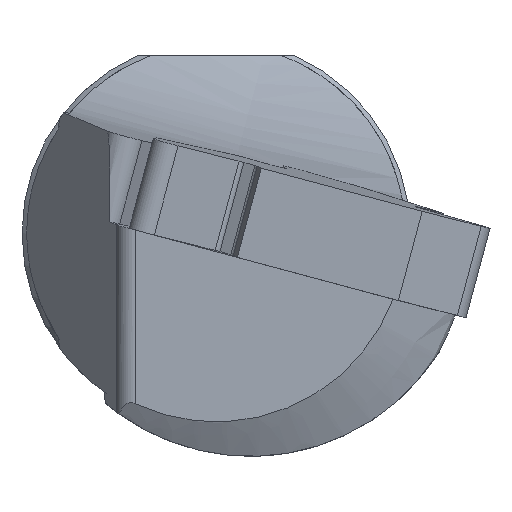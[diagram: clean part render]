
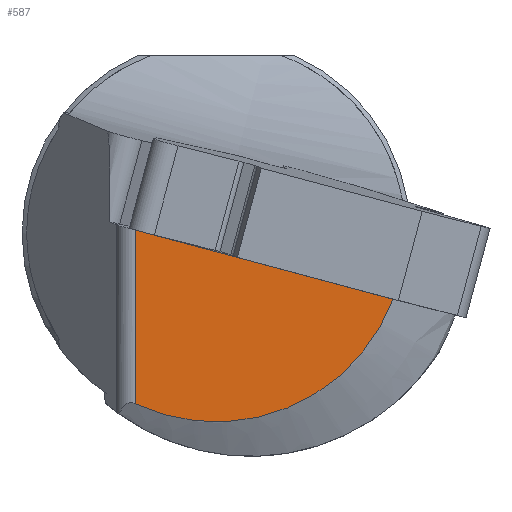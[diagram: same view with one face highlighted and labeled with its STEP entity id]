
A CAD part, left-side view. The second image highlights one B-rep face of the part: STEP entity #587.
In plain terms, the highlighted planar face has unit normal (-1, 0, 0).
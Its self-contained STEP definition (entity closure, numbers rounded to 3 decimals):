
#404=PLANE('',#1330);
#436=LINE('',#2143,#506);
#437=LINE('',#2147,#507);
#506=VECTOR('',#1461,1.);
#507=VECTOR('',#1466,1.);
#587=ADVANCED_FACE('',(#654),#404,.F.);
#654=FACE_OUTER_BOUND('',#705,.T.);
#705=EDGE_LOOP('',(#871,#872,#873));
#744=CIRCLE('',#1307,9.72);
#871=ORIENTED_EDGE('',*,*,#1156,.F.);
#872=ORIENTED_EDGE('',*,*,#1189,.T.);
#873=ORIENTED_EDGE('',*,*,#1187,.F.);
#1062=VERTEX_POINT('',#1716);
#1065=VERTEX_POINT('',#1778);
#1083=VERTEX_POINT('',#2144);
#1156=EDGE_CURVE('',#1065,#1062,#744,.T.);
#1187=EDGE_CURVE('',#1062,#1083,#436,.T.);
#1189=EDGE_CURVE('',#1065,#1083,#437,.T.);
#1307=AXIS2_PLACEMENT_3D('',#1779,#1411,#1412);
#1330=AXIS2_PLACEMENT_3D('',#2148,#1467,#1468);
#1411=DIRECTION('',(1.,0.,0.));
#1412=DIRECTION('',(0.,0.,1.));
#1461=DIRECTION('',(0.,0.,1.));
#1466=DIRECTION('',(0.,0.966,0.259));
#1467=DIRECTION('',(1.,0.,0.));
#1468=DIRECTION('',(0.,1.,0.));
#1716=CARTESIAN_POINT('',(0.196,4.161,-8.784));
#1778=CARTESIAN_POINT('',(0.196,-9.108,-3.394));
#1779=CARTESIAN_POINT('',(0.196,0.,0.));
#2143=CARTESIAN_POINT('',(0.196,4.161,-232.6));
#2144=CARTESIAN_POINT('',(0.196,4.161,0.162));
#2147=CARTESIAN_POINT('',(0.196,-54.029,-15.431));
#2148=CARTESIAN_POINT('',(0.196,4.161,-232.6));
